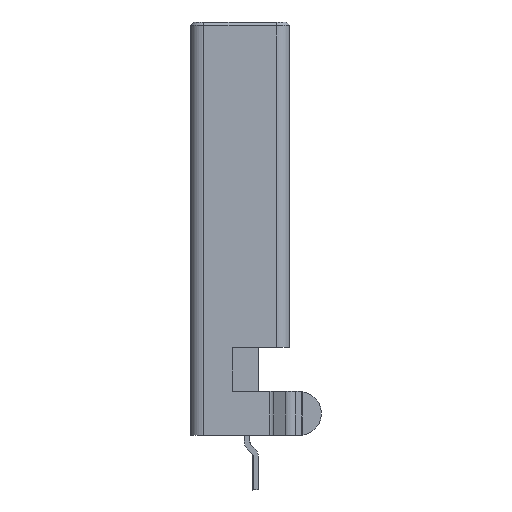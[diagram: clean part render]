
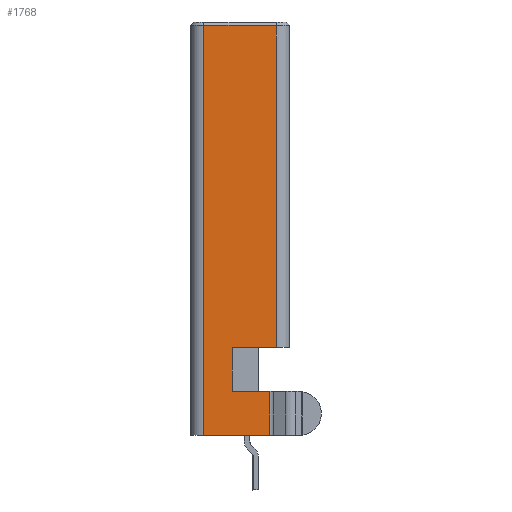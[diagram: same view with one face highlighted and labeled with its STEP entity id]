
A CAD part, left-side view. The second image highlights one B-rep face of the part: STEP entity #1768.
In plain terms, the highlighted planar face has unit normal (-1, 0, 0).
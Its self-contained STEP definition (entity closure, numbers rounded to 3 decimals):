
#133 = B_SPLINE_CURVE_WITH_KNOTS ( 'NONE', 3,
 ( #8624, #10597, #870, #11500 ),
 .UNSPECIFIED., .F., .F.,
 ( 4, 4 ),
 ( 0., 1. ),
 .UNSPECIFIED. ) ;
#270 = ORIENTED_EDGE ( 'NONE', *, *, #9094, .T. ) ;
#313 = CARTESIAN_POINT ( 'NONE',  ( -6., 0.72, 17.65 ) ) ;
#641 = VECTOR ( 'NONE', #2468, 1000. ) ;
#704 = VERTEX_POINT ( 'NONE', #10668 ) ;
#748 = VERTEX_POINT ( 'NONE', #2021 ) ;
#870 = CARTESIAN_POINT ( 'NONE',  ( -6., -0.83, 17.52 ) ) ;
#1009 = DIRECTION ( 'NONE',  ( 0., 1., 0. ) ) ;
#1044 = VECTOR ( 'NONE', #8518, 1000. ) ;
#1725 = VERTEX_POINT ( 'NONE', #7103 ) ;
#1768 = ADVANCED_FACE ( 'NONE', ( #12148 ), #4465, .T. ) ;
#1863 = DIRECTION ( 'NONE',  ( 0., 0., 1. ) ) ;
#1939 = VECTOR ( 'NONE', #1863, 1000. ) ;
#1973 = ORIENTED_EDGE ( 'NONE', *, *, #11147, .T. ) ;
#2021 = CARTESIAN_POINT ( 'NONE',  ( -6., 1.17, 1. ) ) ;
#2269 = CARTESIAN_POINT ( 'NONE',  ( -6., -0.83, 17.3 ) ) ;
#2468 = DIRECTION ( 'NONE',  ( 0., 0., -1. ) ) ;
#2549 = CARTESIAN_POINT ( 'NONE',  ( -6., 0.72, 8.315 ) ) ;
#2739 = ORIENTED_EDGE ( 'NONE', *, *, #3702, .T. ) ;
#2766 = CARTESIAN_POINT ( 'NONE',  ( -6., 1.17, 8.315 ) ) ;
#2803 = ORIENTED_EDGE ( 'NONE', *, *, #6294, .T. ) ;
#2935 = LINE ( 'NONE', #9788, #7640 ) ;
#3579 = LINE ( 'NONE', #7539, #11745 ) ;
#3629 = ORIENTED_EDGE ( 'NONE', *, *, #8377, .T. ) ;
#3702 = EDGE_CURVE ( 'NONE', #8186, #3810, #133, .T. ) ;
#3810 = VERTEX_POINT ( 'NONE', #4005 ) ;
#4005 = CARTESIAN_POINT ( 'NONE',  ( -6., -0.83, 17.63 ) ) ;
#4016 = LINE ( 'NONE', #4921, #4357 ) ;
#4024 = ORIENTED_EDGE ( 'NONE', *, *, #11612, .T. ) ;
#4083 = ORIENTED_EDGE ( 'NONE', *, *, #12627, .T. ) ;
#4310 = LINE ( 'NONE', #9370, #8582 ) ;
#4357 = VECTOR ( 'NONE', #10787, 1000. ) ;
#4465 = PLANE ( 'NONE',  #8818 ) ;
#4490 = CARTESIAN_POINT ( 'NONE',  ( -6., 0.72, 3. ) ) ;
#4787 = VECTOR ( 'NONE', #7163, 1000. ) ;
#4899 = CARTESIAN_POINT ( 'NONE',  ( -6., -0.83, 3. ) ) ;
#4921 = CARTESIAN_POINT ( 'NONE',  ( -6., 0.495, -1. ) ) ;
#4986 = VERTEX_POINT ( 'NONE', #4899 ) ;
#5202 = LINE ( 'NONE', #313, #4787 ) ;
#5933 = VECTOR ( 'NONE', #10576, 1000. ) ;
#6117 = EDGE_CURVE ( 'NONE', #9674, #704, #5202, .T. ) ;
#6294 = EDGE_CURVE ( 'NONE', #9251, #7206, #4016, .T. ) ;
#6375 = LINE ( 'NONE', #11230, #641 ) ;
#6676 = LINE ( 'NONE', #4490, #5933 ) ;
#7103 = CARTESIAN_POINT ( 'NONE',  ( -6., -0.53, 1. ) ) ;
#7159 = DIRECTION ( 'NONE',  ( -1., 0., 0. ) ) ;
#7163 = DIRECTION ( 'NONE',  ( 0., 1., 0. ) ) ;
#7206 = VERTEX_POINT ( 'NONE', #10579 ) ;
#7487 = LINE ( 'NONE', #7543, #1044 ) ;
#7539 = CARTESIAN_POINT ( 'NONE',  ( -6., -0.83, 17.3 ) ) ;
#7543 = CARTESIAN_POINT ( 'NONE',  ( -6., -0.53, 8.315 ) ) ;
#7640 = VECTOR ( 'NONE', #1009, 1000. ) ;
#7822 = VERTEX_POINT ( 'NONE', #10870 ) ;
#8186 = VERTEX_POINT ( 'NONE', #2269 ) ;
#8212 = DIRECTION ( 'NONE',  ( 0., 0., 1. ) ) ;
#8377 = EDGE_CURVE ( 'NONE', #4986, #8186, #4310, .T. ) ;
#8468 = CARTESIAN_POINT ( 'NONE',  ( -6., -0.83, 17.65 ) ) ;
#8518 = DIRECTION ( 'NONE',  ( 0., 0., 1. ) ) ;
#8582 = VECTOR ( 'NONE', #8212, 1000. ) ;
#8624 = CARTESIAN_POINT ( 'NONE',  ( -6., -0.83, 17.3 ) ) ;
#8696 = ORIENTED_EDGE ( 'NONE', *, *, #9916, .T. ) ;
#8818 = AXIS2_PLACEMENT_3D ( 'NONE', #2549, #7159, #10115 ) ;
#8849 = EDGE_CURVE ( 'NONE', #7822, #4986, #6676, .T. ) ;
#9094 = EDGE_CURVE ( 'NONE', #7206, #1725, #7487, .T. ) ;
#9251 = VERTEX_POINT ( 'NONE', #11822 ) ;
#9370 = CARTESIAN_POINT ( 'NONE',  ( -6., -0.83, 8.315 ) ) ;
#9674 = VERTEX_POINT ( 'NONE', #8468 ) ;
#9751 = LINE ( 'NONE', #2766, #1939 ) ;
#9788 = CARTESIAN_POINT ( 'NONE',  ( -6., 0.72, 1. ) ) ;
#9916 = EDGE_CURVE ( 'NONE', #704, #9251, #6375, .T. ) ;
#10115 = DIRECTION ( 'NONE',  ( 0., 0., 1. ) ) ;
#10576 = DIRECTION ( 'NONE',  ( 0., -1., 0. ) ) ;
#10579 = CARTESIAN_POINT ( 'NONE',  ( -6., -0.53, -1. ) ) ;
#10597 = CARTESIAN_POINT ( 'NONE',  ( -6., -0.83, 17.41 ) ) ;
#10668 = CARTESIAN_POINT ( 'NONE',  ( -6., 2.47, 17.65 ) ) ;
#10787 = DIRECTION ( 'NONE',  ( 0., -1., 0. ) ) ;
#10870 = CARTESIAN_POINT ( 'NONE',  ( -6., 1.17, 3. ) ) ;
#11147 = EDGE_CURVE ( 'NONE', #748, #7822, #9751, .T. ) ;
#11220 = EDGE_LOOP ( 'NONE', ( #4024, #1973, #12226, #3629, #2739, #4083, #11709, #8696, #2803, #270 ) ) ;
#11230 = CARTESIAN_POINT ( 'NONE',  ( -6., 2.47, 8.315 ) ) ;
#11452 = DIRECTION ( 'NONE',  ( 0., 0., 1. ) ) ;
#11500 = CARTESIAN_POINT ( 'NONE',  ( -6., -0.83, 17.63 ) ) ;
#11612 = EDGE_CURVE ( 'NONE', #1725, #748, #2935, .T. ) ;
#11709 = ORIENTED_EDGE ( 'NONE', *, *, #6117, .T. ) ;
#11745 = VECTOR ( 'NONE', #11452, 1000. ) ;
#11822 = CARTESIAN_POINT ( 'NONE',  ( -6., 2.47, -1. ) ) ;
#12148 = FACE_OUTER_BOUND ( 'NONE', #11220, .T. ) ;
#12226 = ORIENTED_EDGE ( 'NONE', *, *, #8849, .T. ) ;
#12627 = EDGE_CURVE ( 'NONE', #3810, #9674, #3579, .T. ) ;
